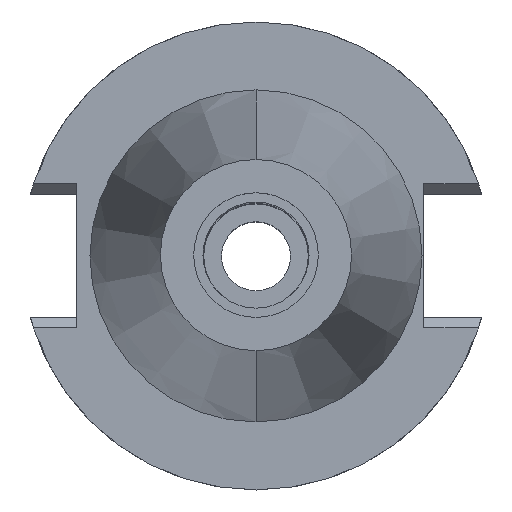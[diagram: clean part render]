
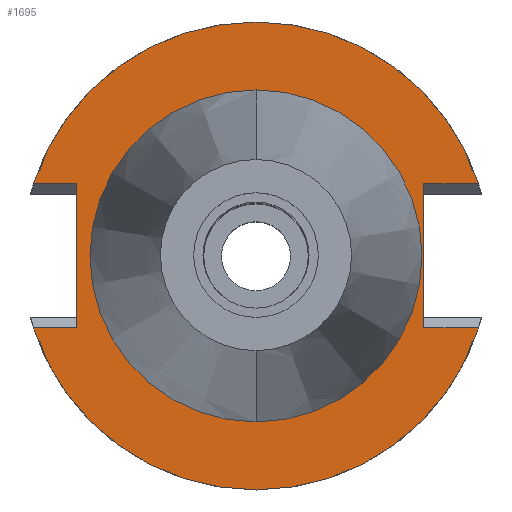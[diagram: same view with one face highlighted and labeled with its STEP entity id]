
A CAD part, top view. The second image highlights one B-rep face of the part: STEP entity #1695.
In plain terms, the highlighted planar face has unit normal (0, 0, 1).
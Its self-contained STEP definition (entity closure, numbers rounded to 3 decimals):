
#94=DIRECTION('',(0.,-1.,0.));
#95=VECTOR('',#94,30.31);
#96=CARTESIAN_POINT('',(35.27,15.155,-1.5));
#97=LINE('',#96,#95);
#101=DIRECTION('',(1.,0.,0.));
#102=VECTOR('',#101,11.551);
#103=CARTESIAN_POINT('',(35.27,-15.155,-1.5));
#104=LINE('',#103,#102);
#108=CARTESIAN_POINT('',(0.,0.,-1.5));
#109=DIRECTION('',(0.,0.,-1.));
#110=DIRECTION('',(0.951,-0.308,0.));
#111=AXIS2_PLACEMENT_3D('',#108,#109,#110);
#116=CARTESIAN_POINT('',(0.,0.,-1.5));
#117=DIRECTION('',(0.,0.,-1.));
#118=DIRECTION('',(0.,-1.,0.));
#119=AXIS2_PLACEMENT_3D('',#116,#117,#118);
#124=DIRECTION('',(0.,1.,0.));
#125=VECTOR('',#124,30.31);
#126=CARTESIAN_POINT('',(-37.68,-15.155,-1.5));
#127=LINE('',#126,#125);
#131=DIRECTION('',(-1.,0.,0.));
#132=VECTOR('',#131,9.141);
#133=CARTESIAN_POINT('',(-37.68,15.155,-1.5));
#134=LINE('',#133,#132);
#138=CARTESIAN_POINT('',(0.,0.,-1.5));
#139=DIRECTION('',(0.,0.,-1.));
#140=DIRECTION('',(-0.951,0.308,0.));
#141=AXIS2_PLACEMENT_3D('',#138,#139,#140);
#146=CARTESIAN_POINT('',(0.,0.,-1.5));
#147=DIRECTION('',(0.,0.,-1.));
#148=DIRECTION('',(0.,1.,0.));
#149=AXIS2_PLACEMENT_3D('',#146,#147,#148);
#154=CARTESIAN_POINT('',(0.,0.,-1.5));
#155=DIRECTION('',(0.,0.,1.));
#156=DIRECTION('',(0.,-1.,0.));
#157=AXIS2_PLACEMENT_3D('',#154,#155,#156);
#162=CARTESIAN_POINT('',(0.,0.,-1.5));
#163=DIRECTION('',(0.,0.,1.));
#164=DIRECTION('',(0.,1.,0.));
#165=AXIS2_PLACEMENT_3D('',#162,#163,#164);
#281=DIRECTION('',(1.,0.,0.));
#282=VECTOR('',#281,11.551);
#283=CARTESIAN_POINT('',(35.27,15.155,-1.5));
#284=LINE('',#283,#282);
#298=CARTESIAN_POINT('',(46.821,15.155,-1.5));
#561=DIRECTION('',(-1.,0.,0.));
#562=VECTOR('',#561,9.141);
#563=CARTESIAN_POINT('',(-37.68,-15.155,-1.5));
#564=LINE('',#563,#562);
#575=CARTESIAN_POINT('',(46.821,-15.155,-1.5));
#600=CARTESIAN_POINT('',(-46.821,-15.155,-1.5));
#1478=CARTESIAN_POINT('',(35.27,-15.155,-1.5));
#1479=VERTEX_POINT('',#1478);
#1480=CARTESIAN_POINT('',(35.27,15.155,-1.5));
#1481=VERTEX_POINT('',#1480);
#1521=CARTESIAN_POINT('',(-37.68,15.155,-1.5));
#1522=VERTEX_POINT('',#1521);
#1523=CARTESIAN_POINT('',(-37.68,-15.155,-1.5));
#1524=VERTEX_POINT('',#1523);
#1567=VERTEX_POINT('',#575);
#1568=VERTEX_POINT('',#600);
#1569=CARTESIAN_POINT('',(0.,-49.213,-1.5));
#1570=VERTEX_POINT('',#1569);
#1573=VERTEX_POINT('',#298);
#1574=CARTESIAN_POINT('',(0.,49.213,-1.5));
#1575=VERTEX_POINT('',#1574);
#1576=CARTESIAN_POINT('',(-46.821,15.155,-1.5));
#1577=VERTEX_POINT('',#1576);
#1578=CARTESIAN_POINT('',(0.,-34.925,-1.5));
#1579=CARTESIAN_POINT('',(0.,34.925,-1.5));
#1580=VERTEX_POINT('',#1578);
#1581=VERTEX_POINT('',#1579);
#1664=CARTESIAN_POINT('',(0.,0.,-1.5));
#1665=DIRECTION('',(0.,0.,-1.));
#1666=DIRECTION('',(0.,-1.,0.));
#1667=AXIS2_PLACEMENT_3D('',#1664,#1665,#1666);
#1668=PLANE('',#1667);
#1670=ORIENTED_EDGE('',*,*,#1669,.T.);
#1672=ORIENTED_EDGE('',*,*,#1671,.T.);
#1674=ORIENTED_EDGE('',*,*,#1673,.T.);
#1676=ORIENTED_EDGE('',*,*,#1675,.T.);
#1678=ORIENTED_EDGE('',*,*,#1677,.F.);
#1680=ORIENTED_EDGE('',*,*,#1679,.T.);
#1682=ORIENTED_EDGE('',*,*,#1681,.T.);
#1684=ORIENTED_EDGE('',*,*,#1683,.T.);
#1686=ORIENTED_EDGE('',*,*,#1685,.T.);
#1688=ORIENTED_EDGE('',*,*,#1687,.F.);
#1689=EDGE_LOOP('',(#1670,#1672,#1674,#1676,#1678,#1680,#1682,#1684,#1686,
#1688));
#1690=FACE_OUTER_BOUND('',#1689,.F.);
#1691=ORIENTED_EDGE('',*,*,#1643,.T.);
#1692=ORIENTED_EDGE('',*,*,#1659,.T.);
#1693=EDGE_LOOP('',(#1691,#1692));
#1694=FACE_BOUND('',#1693,.F.);
#112=CIRCLE('',#111,49.213);
#120=CIRCLE('',#119,49.213);
#142=CIRCLE('',#141,49.213);
#150=CIRCLE('',#149,49.213);
#158=CIRCLE('',#157,34.925);
#166=CIRCLE('',#165,34.925);
#1643=EDGE_CURVE('',#1580,#1581,#158,.T.);
#1659=EDGE_CURVE('',#1581,#1580,#166,.T.);
#1669=EDGE_CURVE('',#1481,#1479,#97,.T.);
#1671=EDGE_CURVE('',#1479,#1567,#104,.T.);
#1673=EDGE_CURVE('',#1567,#1570,#112,.T.);
#1675=EDGE_CURVE('',#1570,#1568,#120,.T.);
#1677=EDGE_CURVE('',#1524,#1568,#564,.T.);
#1679=EDGE_CURVE('',#1524,#1522,#127,.T.);
#1681=EDGE_CURVE('',#1522,#1577,#134,.T.);
#1683=EDGE_CURVE('',#1577,#1575,#142,.T.);
#1685=EDGE_CURVE('',#1575,#1573,#150,.T.);
#1687=EDGE_CURVE('',#1481,#1573,#284,.T.);
#1695=ADVANCED_FACE('',(#1690,#1694),#1668,.F.);
